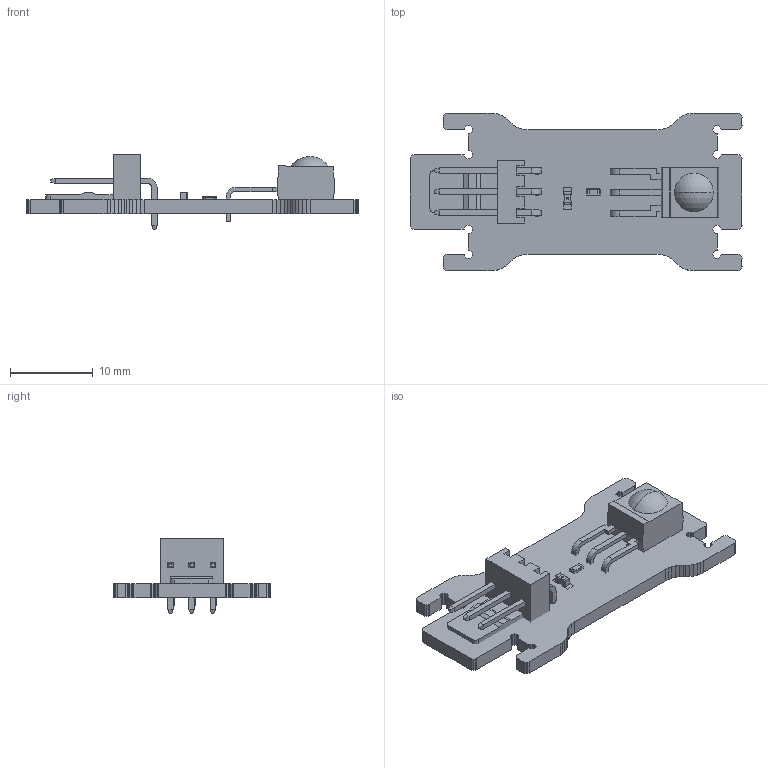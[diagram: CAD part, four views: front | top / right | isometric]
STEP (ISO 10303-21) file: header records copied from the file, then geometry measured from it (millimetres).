
FILE_DESCRIPTION(('Open CASCADE Model'),'2;1');
FILE_NAME('Open CASCADE Shape Model','2015-11-19T21:36:51',('Author'),( 'Open CASCADE'),'Open CASCADE STEP processor 6.2','Open CASCADE 6.2' ,'Unknown');
FILE_SCHEMA(('AUTOMOTIVE_DESIGN { 1 0 10303 214 1 1 1 1 }'));
Length unit declared in the file: millimetre
Products named in the file (11): PCB; Board; R1; 662495792; C1; 675839776; User_Library-cap0603_pad_0603___; User_Library-cap0603_cap0603_body___; Free-Models; 2510-3P-W; 綻俋諉彶
Assembly tree (10 placements, depth 4):
  PCB
    Board
    R1
      662495792
    C1
      675839776
        User_Library-cap0603_pad_0603___
        User_Library-cap0603_cap0603_body___
    Free-Models
      2510-3P-W
      綻俋諉彶
Bounding box: 40.03 x 19.03 x 9.08 mm (x, y, z)
Volume: 1384.4 mm3; surface area: 2162 mm2
Topology: 10 solids, 10 shells, 563 faces, 1528 edges, 979 vertices
Faces by surface type: plane 483, cylinder 53, sphere 18, bspline 9
Full cylindrical faces by diameter (mm): 0.9 x3
Entity records: 39760 total; most frequent: CARTESIAN_POINT 8333, DIRECTION 5440, LINE 4082, VECTOR 4082, ORIENTED_EDGE 3024, PCURVE 3024, DEFINITIONAL_REPRESENTATION 3024, EDGE_CURVE 1512
